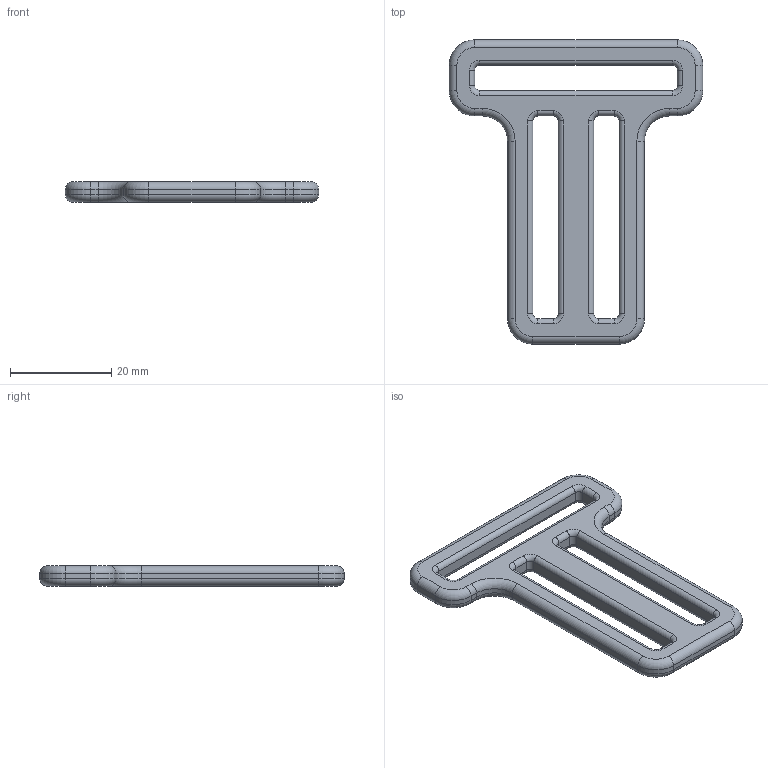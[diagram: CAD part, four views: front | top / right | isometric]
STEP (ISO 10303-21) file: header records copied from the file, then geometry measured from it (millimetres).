
FILE_DESCRIPTION(/* description */ (''),/* implementation_level */ '2;1');
FILE_NAME(/* name */ 'Head Strap Hook.step',/* time_stamp */ '2023-05-15T07:01:07+08:00',/* author */ (''),/* organization */ (''),/* preprocessor_version */ 'ST-DEVELOPER v19.2',/* originating_system */ 'Autodesk Translation Framework v12.4.0.73',/* authorisation */ '');
FILE_SCHEMA (('AUTOMOTIVE_DESIGN { 1 0 10303 214 3 1 1 }'));
Length unit declared in the file: millimetre
Products named in the file (1): Head Strap Hook
Bounding box: 50 x 60 x 4 mm (x, y, z)
Volume: 5075.1 mm3; surface area: 4075.1 mm2
Topology: 1 solids, 1 shells, 122 faces, 280 edges, 160 vertices
Faces by surface type: cylinder 60, torus 40, plane 22
Entity records: 3469 total; most frequent: DIRECTION 686, CARTESIAN_POINT 563, ORIENTED_EDGE 560, AXIS2_PLACEMENT_3D 283, EDGE_CURVE 280, CIRCLE 160, VERTEX_POINT 160, EDGE_LOOP 128
